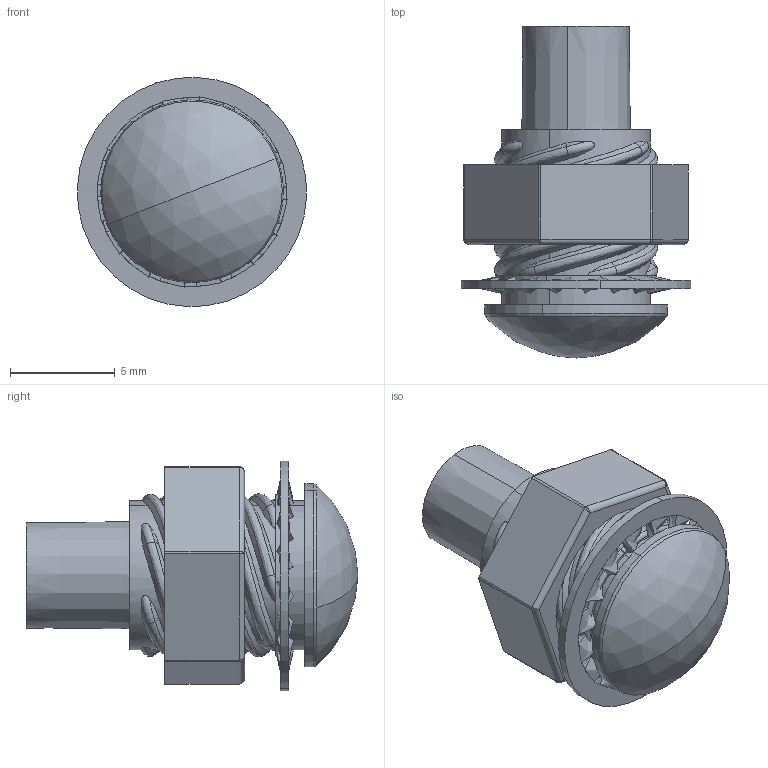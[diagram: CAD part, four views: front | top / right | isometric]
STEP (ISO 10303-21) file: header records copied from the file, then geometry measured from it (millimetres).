
FILE_DESCRIPTION (( 'STEP AP203' ), '1' );
FILE_NAME ('FLX 443 xxx xx.STEP', '2016-05-31T21:57:10', ( '' ), ( '' ), 'SwSTEP 2.0', 'SolidWorks 2014', '' );
FILE_SCHEMA (( 'CONFIG_CONTROL_DESIGN' ));
Length unit declared in the file: inch
Products named in the file (6): LCV 056 FLP; 443 XXX; CLW 441_91757A109; RTN 441; FLX 443 xxx xx; LO100
Assembly tree (4 placements, depth 2):
  FLX 443 xxx xx
    LCV 056 FLP
    443 XXX
    CLW 441_91757A109
    RTN 441
  LO100
Bounding box: 10.97 x 15.87 x 10.97 mm (x, y, z)
Volume: 609.4 mm3; surface area: 1309.7 mm2
Topology: 4 solids, 4 shells, 307 faces, 861 edges, 562 vertices
Faces by surface type: bspline 148, cylinder 58, cone 38, plane 37, torus 20, sphere 6
Entity records: 15665 total; most frequent: CARTESIAN_POINT 8391, ORIENTED_EDGE 1710, DIRECTION 942, EDGE_CURVE 855, VERTEX_POINT 562, B_SPLINE_CURVE_WITH_KNOTS 338, AXIS2_PLACEMENT_3D 331, EDGE_LOOP 317
